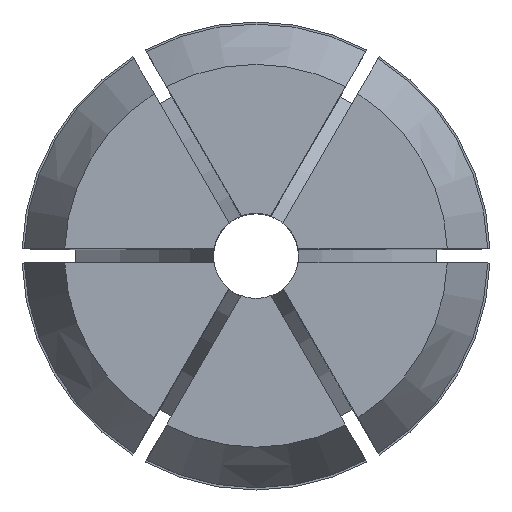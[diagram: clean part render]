
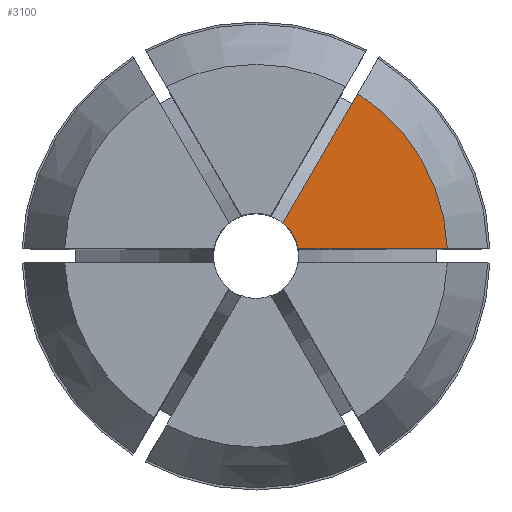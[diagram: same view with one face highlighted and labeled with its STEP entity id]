
A CAD part, top view. The second image highlights one B-rep face of the part: STEP entity #3100.
In plain terms, the highlighted planar face has unit normal (0, 0, 1).
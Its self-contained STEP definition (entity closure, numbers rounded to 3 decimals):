
#103 = EDGE_CURVE ( 'NONE', #3478, #2654, #735, .T. ) ;
#113 = ORIENTED_EDGE ( 'NONE', *, *, #103, .F. ) ;
#254 = ORIENTED_EDGE ( 'NONE', *, *, #1749, .F. ) ;
#305 = EDGE_CURVE ( 'NONE', #1250, #2164, #603, .T. ) ;
#589 = CARTESIAN_POINT ( 'NONE',  ( 0., 13.499, 40. ) ) ;
#601 = DIRECTION ( 'NONE',  ( 1., 0., 0. ) ) ;
#603 = LINE ( 'NONE', #3013, #2152 ) ;
#735 = LINE ( 'NONE', #1248, #2991 ) ;
#739 = CARTESIAN_POINT ( 'NONE',  ( 7.178, 11.433, 40. ) ) ;
#862 = DIRECTION ( 'NONE',  ( 0., 0., 1. ) ) ;
#1147 = EDGE_CURVE ( 'NONE', #2654, #1250, #3447, .T. ) ;
#1248 = CARTESIAN_POINT ( 'NONE',  ( 0., 0.5, 40. ) ) ;
#1250 = VERTEX_POINT ( 'NONE', #1526 ) ;
#1299 = FACE_OUTER_BOUND ( 'NONE', #1975, .T. ) ;
#1376 = ORIENTED_EDGE ( 'NONE', *, *, #305, .F. ) ;
#1396 = DIRECTION ( 'NONE',  ( 0.5, 0.866, 0. ) ) ;
#1413 = CARTESIAN_POINT ( 'NONE',  ( 0., 0., 40. ) ) ;
#1423 = PLANE ( 'NONE',  #1544 ) ;
#1524 = DIRECTION ( 'NONE',  ( -1., 0., 0. ) ) ;
#1526 = CARTESIAN_POINT ( 'NONE',  ( 1.912, 2.312, 40. ) ) ;
#1544 = AXIS2_PLACEMENT_3D ( 'NONE', #589, #862, #601 ) ;
#1630 = AXIS2_PLACEMENT_3D ( 'NONE', #3115, #2579, #3142 ) ;
#1680 = ORIENTED_EDGE ( 'NONE', *, *, #1147, .F. ) ;
#1687 = DIRECTION ( 'NONE',  ( 0., 0., 1. ) ) ;
#1749 = EDGE_CURVE ( 'NONE', #2164, #3478, #2263, .T. ) ;
#1806 = CARTESIAN_POINT ( 'NONE',  ( 13.49, 0.5, 40. ) ) ;
#1831 = AXIS2_PLACEMENT_3D ( 'NONE', #1413, #1687, #2216 ) ;
#1975 = EDGE_LOOP ( 'NONE', ( #1376, #1680, #113, #254 ) ) ;
#2152 = VECTOR ( 'NONE', #1396, 1000. ) ;
#2164 = VERTEX_POINT ( 'NONE', #739 ) ;
#2216 = DIRECTION ( 'NONE',  ( 1., 0., 0. ) ) ;
#2263 = CIRCLE ( 'NONE', #1630, 13.499 ) ;
#2579 = DIRECTION ( 'NONE',  ( 0., 0., -1. ) ) ;
#2654 = VERTEX_POINT ( 'NONE', #2844 ) ;
#2844 = CARTESIAN_POINT ( 'NONE',  ( 2.958, 0.5, 40. ) ) ;
#2991 = VECTOR ( 'NONE', #1524, 1000. ) ;
#3013 = CARTESIAN_POINT ( 'NONE',  ( 6.278, 9.875, 40. ) ) ;
#3100 = ADVANCED_FACE ( 'NONE', ( #1299 ), #1423, .T. ) ;
#3115 = CARTESIAN_POINT ( 'NONE',  ( 0., 0., 40. ) ) ;
#3142 = DIRECTION ( 'NONE',  ( -1., 0., 0. ) ) ;
#3447 = CIRCLE ( 'NONE', #1831, 3. ) ;
#3478 = VERTEX_POINT ( 'NONE', #1806 ) ;
